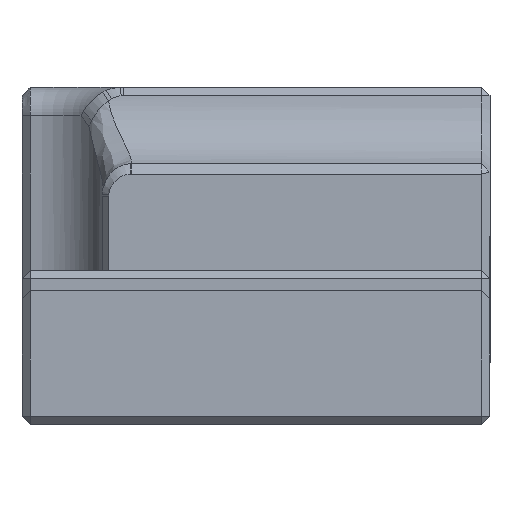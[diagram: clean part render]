
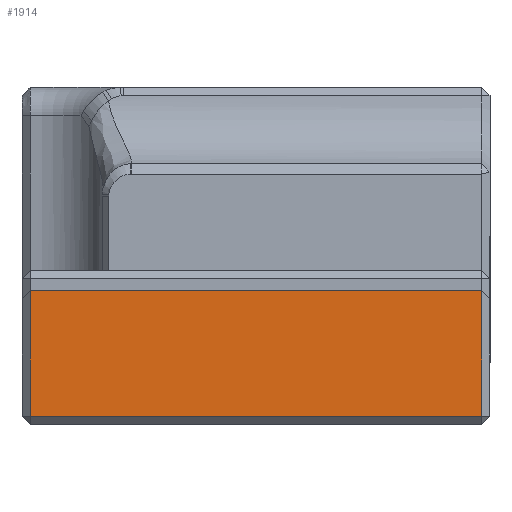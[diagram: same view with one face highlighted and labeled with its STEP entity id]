
A CAD part, left-side view. The second image highlights one B-rep face of the part: STEP entity #1914.
In plain terms, the highlighted planar face has unit normal (-1, 0, 0).
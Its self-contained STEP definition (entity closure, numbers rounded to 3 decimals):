
#227=FACE_OUTER_BOUND('',#355,.T.);
#355=EDGE_LOOP('',(#1694,#1695,#1696,#1697));
#466=LINE('',#3199,#668);
#486=LINE('',#3236,#688);
#487=LINE('',#3238,#689);
#565=LINE('',#3607,#767);
#668=VECTOR('',#2300,10.);
#688=VECTOR('',#2338,10.);
#689=VECTOR('',#2341,10.);
#767=VECTOR('',#2545,10.);
#873=VERTEX_POINT('',#3186);
#874=VERTEX_POINT('',#3190);
#877=VERTEX_POINT('',#3198);
#885=VERTEX_POINT('',#3232);
#1067=EDGE_CURVE('',#874,#877,#466,.T.);
#1087=EDGE_CURVE('',#873,#885,#486,.T.);
#1088=EDGE_CURVE('',#885,#874,#487,.T.);
#1183=EDGE_CURVE('',#873,#877,#565,.T.);
#1694=ORIENTED_EDGE('',*,*,#1087,.F.);
#1695=ORIENTED_EDGE('',*,*,#1183,.T.);
#1696=ORIENTED_EDGE('',*,*,#1067,.F.);
#1697=ORIENTED_EDGE('',*,*,#1088,.F.);
#1796=PLANE('',#2067);
#1914=ADVANCED_FACE('',(#227),#1796,.T.);
#2067=AXIS2_PLACEMENT_3D('',#3608,#2546,#2547);
#2300=DIRECTION('',(0.,0.,1.));
#2338=DIRECTION('',(0.,0.,-1.));
#2341=DIRECTION('',(0.,1.,0.));
#2545=DIRECTION('',(0.,1.,0.));
#2546=DIRECTION('center_axis',(-1.,0.,0.));
#2547=DIRECTION('ref_axis',(0.,1.,0.));
#3186=CARTESIAN_POINT('',(-27.,0.4,6.6));
#3190=CARTESIAN_POINT('',(-27.,22.65,0.4));
#3198=CARTESIAN_POINT('',(-27.,22.65,6.6));
#3199=CARTESIAN_POINT('',(-27.,22.65,8.3));
#3232=CARTESIAN_POINT('',(-27.,0.4,0.4));
#3236=CARTESIAN_POINT('',(-27.,0.4,8.3));
#3238=CARTESIAN_POINT('',(-27.,5.763,0.4));
#3607=CARTESIAN_POINT('',(-27.,5.763,6.6));
#3608=CARTESIAN_POINT('Origin',(-27.,0.,8.3));
